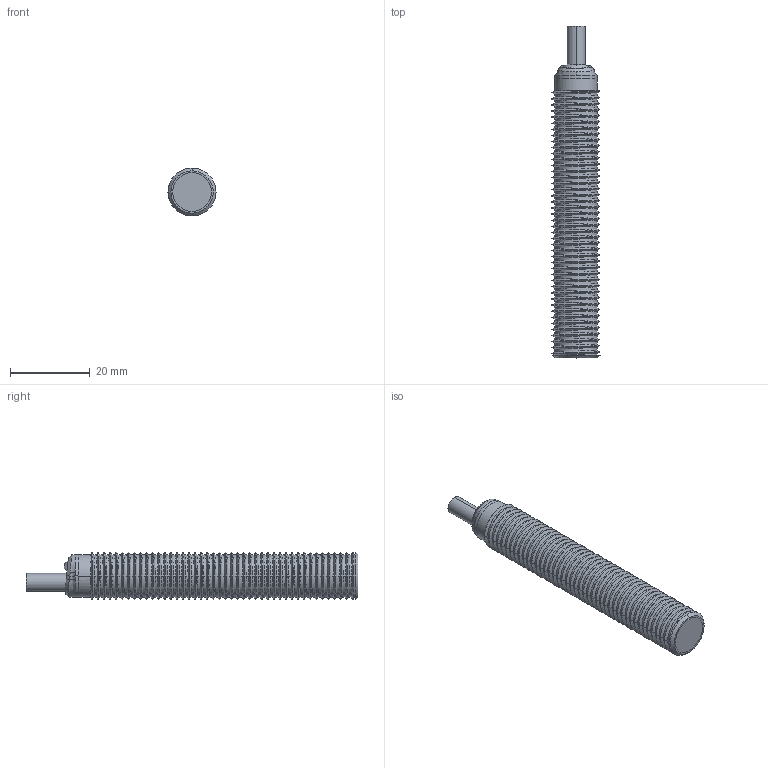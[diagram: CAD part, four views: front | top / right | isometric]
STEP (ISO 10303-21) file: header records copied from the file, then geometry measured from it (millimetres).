
FILE_DESCRIPTION(('STEP AP214'),'1');
FILE_NAME('cctmp_56F2E69C-12C8-4F78-966B-0EA860B7975D_2025_02_28_10_57_31_0412_3016..stp','2025-02-28T09:57:31',('Pepperl+Fuchs GmbH'),('CADClick - www.CADClick.com'),'Spatial InterOp 3D',' ','unknown authorization');
FILE_SCHEMA(('AUTOMOTIVE_DESIGN'));
Length unit declared in the file: millimetre
Products named in the file (6): NBB4-12GM70-E3; 2025_02_28_10_57_31_0411; NBB4-12GM70-E3_3; 2025_02_28_10_57_31_0395; NBB4-12GM70-E3_2; NBB4-12GM70-E3_1
Assembly tree (5 placements, depth 2):
  NBB4-12GM70-E3
    2025_02_28_10_57_31_0411
    NBB4-12GM70-E3_3
    2025_02_28_10_57_31_0395
    NBB4-12GM70-E3_2
    NBB4-12GM70-E3_1
Bounding box: 12.04 x 83.21 x 12 mm (x, y, z)
Volume: 6799.7 mm3; surface area: 4723.6 mm2
Topology: 5 solids, 5 shells, 416 faces, 853 edges, 449 vertices
Faces by surface type: cylinder 190, cone 185, bspline 22, plane 19
Entity records: 21416 total; most frequent: CARTESIAN_POINT 9711, ORIENTED_EDGE 1706, DIRECTION 1642, EDGE_CURVE 853, AXIS2_PLACEMENT_3D 625, VERTEX_POINT 449, STYLED_ITEM 425, PRESENTATION_STYLE_ASSIGNMENT 425
